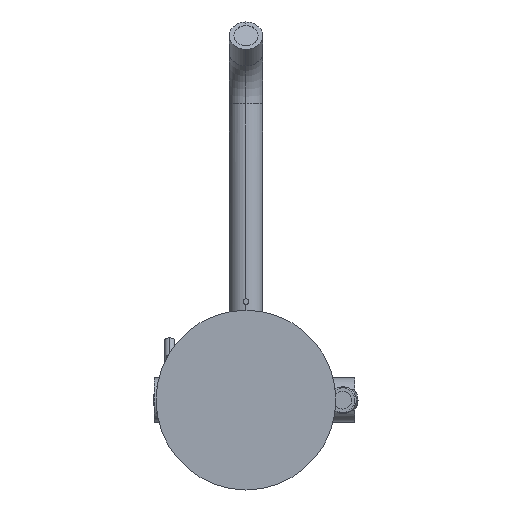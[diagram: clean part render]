
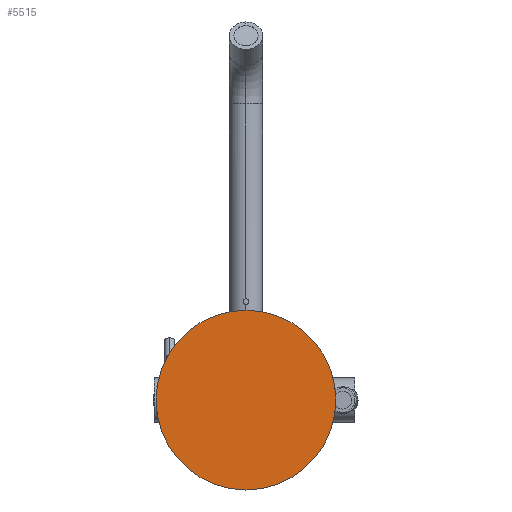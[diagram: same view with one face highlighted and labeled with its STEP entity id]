
A CAD part, front view. The second image highlights one B-rep face of the part: STEP entity #5515.
In plain terms, the highlighted planar face has unit normal (0, -1, 0).
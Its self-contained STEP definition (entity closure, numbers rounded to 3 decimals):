
#1087=CARTESIAN_POINT('',(0.,0.,0.));
#1088=DIRECTION('',(0.,1.,0.));
#1089=DIRECTION('',(1.,0.,0.));
#1090=AXIS2_PLACEMENT_3D('',#1087,#1088,#1089);
#1092=CARTESIAN_POINT('',(0.,0.,0.));
#1093=DIRECTION('',(0.,-1.,0.));
#1094=DIRECTION('',(1.,0.,0.));
#1095=AXIS2_PLACEMENT_3D('',#1092,#1093,#1094);
#4085=CARTESIAN_POINT('',(70.,0.,0.));
#4087=VERTEX_POINT('',#4085);
#4089=CARTESIAN_POINT('',(-70.,0.,0.));
#4091=VERTEX_POINT('',#4089);
#5506=CARTESIAN_POINT('',(0.,0.,0.));
#5507=DIRECTION('',(0.,1.,0.));
#5508=DIRECTION('',(1.,0.,0.));
#5509=AXIS2_PLACEMENT_3D('',#5506,#5507,#5508);
#5510=PLANE('',#5509);
#5511=ORIENTED_EDGE('',*,*,#5492,.F.);
#5512=ORIENTED_EDGE('',*,*,#5474,.T.);
#5513=EDGE_LOOP('',(#5511,#5512));
#5514=FACE_OUTER_BOUND('',#5513,.F.);
#5515=ADVANCED_FACE('',(#5514),#5510,.F.);
#1091=CIRCLE('',#1090,70.);
#1096=CIRCLE('',#1095,70.);
#5474=EDGE_CURVE('',#4087,#4091,#1091,.T.);
#5492=EDGE_CURVE('',#4087,#4091,#1096,.T.);
